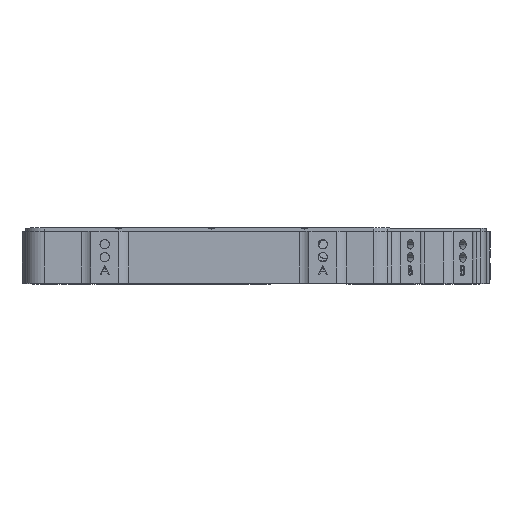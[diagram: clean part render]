
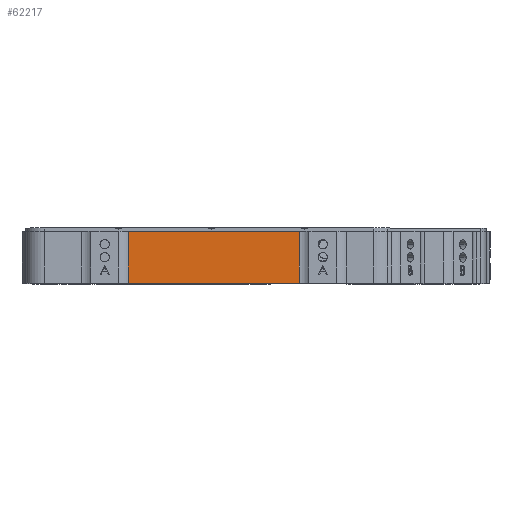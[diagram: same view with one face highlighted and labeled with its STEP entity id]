
A CAD part, top view. The second image highlights one B-rep face of the part: STEP entity #62217.
In plain terms, the highlighted planar face has unit normal (0, 0, 1).
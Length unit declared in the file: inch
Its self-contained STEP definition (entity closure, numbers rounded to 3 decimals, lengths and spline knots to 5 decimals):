
#6235 = EDGE_CURVE ( 'NONE', #11880, #91112, #68703, .T. ) ;
#10256 = DIRECTION ( 'NONE',  ( 0., 0., -1. ) ) ;
#10327 = CARTESIAN_POINT ( 'NONE',  ( -4.87005, 0.47, 6.65 ) ) ;
#11880 = VERTEX_POINT ( 'NONE', #15592 ) ;
#14958 = FACE_OUTER_BOUND ( 'NONE', #91121, .T. ) ;
#15592 = CARTESIAN_POINT ( 'NONE',  ( -4.87005, 0.47, 6.65 ) ) ;
#17968 = PLANE ( 'NONE',  #95298 ) ;
#18830 = EDGE_CURVE ( 'NONE', #97145, #85692, #101801, .T. ) ;
#20522 = CARTESIAN_POINT ( 'NONE',  ( -0.25495, -0.93, 6.65 ) ) ;
#29231 = LINE ( 'NONE', #62473, #83184 ) ;
#36215 = DIRECTION ( 'NONE',  ( 1., 0., 0. ) ) ;
#40190 = LINE ( 'NONE', #100025, #80355 ) ;
#47263 = VECTOR ( 'NONE', #82668, 39.37008 ) ;
#54017 = DIRECTION ( 'NONE',  ( 1., 0., 0. ) ) ;
#56403 = CARTESIAN_POINT ( 'NONE',  ( -0.25495, 0.47, 6.65 ) ) ;
#58397 = CARTESIAN_POINT ( 'NONE',  ( -4.87005, 0.47, 6.65 ) ) ;
#59173 = VECTOR ( 'NONE', #100695, 39.37008 ) ;
#62217 = ADVANCED_FACE ( 'NONE', ( #14958 ), #17968, .F. ) ;
#62473 = CARTESIAN_POINT ( 'NONE',  ( -4.87005, -0.93, 6.65 ) ) ;
#66513 = DIRECTION ( 'NONE',  ( -1., 0., 0. ) ) ;
#68703 = LINE ( 'NONE', #10327, #47263 ) ;
#80355 = VECTOR ( 'NONE', #36215, 39.37008 ) ;
#81294 = EDGE_CURVE ( 'NONE', #11880, #97145, #40190, .T. ) ;
#82668 = DIRECTION ( 'NONE',  ( 0., -1., 0. ) ) ;
#83184 = VECTOR ( 'NONE', #54017, 39.37008 ) ;
#84840 = ORIENTED_EDGE ( 'NONE', *, *, #6235, .T. ) ;
#85692 = VERTEX_POINT ( 'NONE', #20522 ) ;
#91112 = VERTEX_POINT ( 'NONE', #97029 ) ;
#91121 = EDGE_LOOP ( 'NONE', ( #94461, #84840, #102022, #103471 ) ) ;
#92646 = CARTESIAN_POINT ( 'NONE',  ( -0.25495, 0.47, 6.65 ) ) ;
#94461 = ORIENTED_EDGE ( 'NONE', *, *, #81294, .F. ) ;
#95298 = AXIS2_PLACEMENT_3D ( 'NONE', #58397, #10256, #66513 ) ;
#97029 = CARTESIAN_POINT ( 'NONE',  ( -4.87005, -0.93, 6.65 ) ) ;
#97039 = EDGE_CURVE ( 'NONE', #91112, #85692, #29231, .T. ) ;
#97145 = VERTEX_POINT ( 'NONE', #56403 ) ;
#100025 = CARTESIAN_POINT ( 'NONE',  ( -4.87005, 0.47, 6.65 ) ) ;
#100695 = DIRECTION ( 'NONE',  ( 0., -1., 0. ) ) ;
#101801 = LINE ( 'NONE', #92646, #59173 ) ;
#102022 = ORIENTED_EDGE ( 'NONE', *, *, #97039, .T. ) ;
#103471 = ORIENTED_EDGE ( 'NONE', *, *, #18830, .F. ) ;
